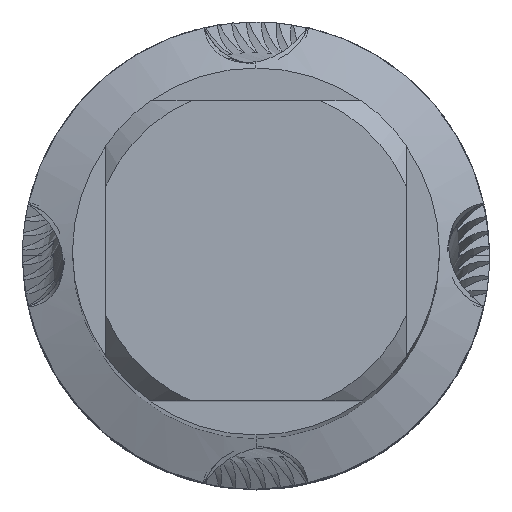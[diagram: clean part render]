
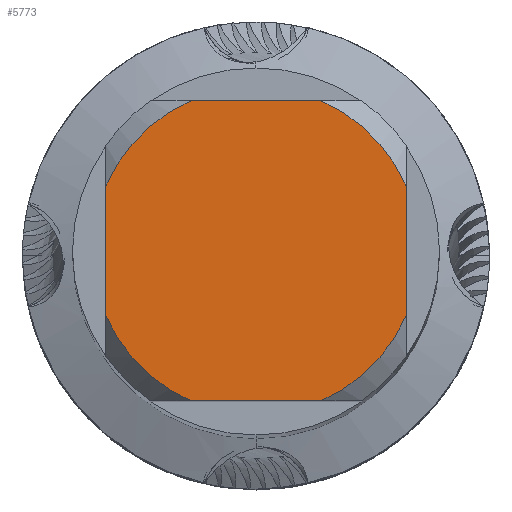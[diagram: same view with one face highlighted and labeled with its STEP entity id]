
A CAD part, top view. The second image highlights one B-rep face of the part: STEP entity #5773.
In plain terms, the highlighted planar face has unit normal (0, 0, 1).
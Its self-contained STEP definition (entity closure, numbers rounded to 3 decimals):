
#2721=EDGE_CURVE('',#4775,#4855,#7563,.T.);
#3109=VERTEX_POINT('',#7992);
#3155=EDGE_CURVE('',#3181,#5373,#8042,.T.);
#3181=VERTEX_POINT('',#8070);
#3395=EDGE_CURVE('',#4093,#4855,#8304,.T.);
#3943=EDGE_CURVE('',#4775,#5373,#8896,.T.);
#4093=VERTEX_POINT('',#9062);
#4395=EDGE_CURVE('',#4093,#6325,#9390,.T.);
#4605=VERTEX_POINT('',#9616);
#4775=VERTEX_POINT('',#9799);
#4855=VERTEX_POINT('',#9890);
#5373=VERTEX_POINT('',#10458);
#5773=ADVANCED_FACE('',(#10890),#10891,.T.);
#5903=EDGE_CURVE('',#3109,#4605,#11036,.T.);
#6017=EDGE_CURVE('',#3181,#4605,#11157,.T.);
#6325=VERTEX_POINT('',#11495);
#7059=EDGE_CURVE('',#3109,#6325,#12288,.T.);
#7563=CIRCLE('',#13479,4.9);
#7992=CARTESIAN_POINT('',(-1.939,-4.5,0.0));
#8042=CIRCLE('',#14599,4.9);
#8070=CARTESIAN_POINT('',(-4.5,1.939,0.0));
#8304=LINE('',#15230,#15231);
#8896=LINE('',#17081,#17082);
#9062=CARTESIAN_POINT('',(4.5,-1.939,0.0));
#9390=CIRCLE('',#18592,4.9);
#9616=CARTESIAN_POINT('',(-4.5,-1.939,0.0));
#9799=CARTESIAN_POINT('',(1.939,4.5,0.0));
#9890=CARTESIAN_POINT('',(4.5,1.939,0.0));
#10458=CARTESIAN_POINT('',(-1.939,4.5,0.0));
#10890=FACE_OUTER_BOUND('',#22497,.T.);
#10891=PLANE('',#22498);
#11036=CIRCLE('',#22833,4.9);
#11157=LINE('',#23121,#23122);
#11495=CARTESIAN_POINT('',(1.939,-4.5,0.0));
#12288=LINE('',#25720,#25721);
#13479=AXIS2_PLACEMENT_3D('',#26490,#26491,#26492);
#14599=AXIS2_PLACEMENT_3D('',#26969,#26970,#26971);
#15230=CARTESIAN_POINT('',(4.5,1.225,0.0));
#15231=VECTOR('',#27279,1.0);
#17081=CARTESIAN_POINT('',(0.0,4.5,0.0));
#17082=VECTOR('',#28072,1.0);
#18592=AXIS2_PLACEMENT_3D('',#28712,#28713,#28714);
#22497=EDGE_LOOP('',(#30313,#30314,#30315,#30316,#30317,#30318,#30319,#30320));
#22498=AXIS2_PLACEMENT_3D('',#30321,#30322,#30323);
#22833=AXIS2_PLACEMENT_3D('',#30480,#30481,#30482);
#23121=CARTESIAN_POINT('',(-4.5,1.225,0.0));
#23122=VECTOR('',#30583,1.0);
#25720=CARTESIAN_POINT('',(0.0,-4.5,0.0));
#25721=VECTOR('',#31727,1.0);
#26490=CARTESIAN_POINT('',(0.0,0.0,0.0));
#26491=DIRECTION('',(0.0,0.0,-1.0));
#26492=DIRECTION('',(0.0,1.0,0.0));
#26969=CARTESIAN_POINT('',(0.0,0.0,0.0));
#26970=DIRECTION('',(0.0,0.0,-1.0));
#26971=DIRECTION('',(0.0,1.0,0.0));
#27279=DIRECTION('',(-0.0,1.0,0.0));
#28072=DIRECTION('',(-1.0,0.0,0.0));
#28712=CARTESIAN_POINT('',(0.0,0.0,0.0));
#28713=DIRECTION('',(0.0,0.0,-1.0));
#28714=DIRECTION('',(0.0,1.0,0.0));
#30313=ORIENTED_EDGE('',*,*,#6017,.T.);
#30314=ORIENTED_EDGE('',*,*,#5903,.F.);
#30315=ORIENTED_EDGE('',*,*,#7059,.T.);
#30316=ORIENTED_EDGE('',*,*,#4395,.F.);
#30317=ORIENTED_EDGE('',*,*,#3395,.T.);
#30318=ORIENTED_EDGE('',*,*,#2721,.F.);
#30319=ORIENTED_EDGE('',*,*,#3943,.T.);
#30320=ORIENTED_EDGE('',*,*,#3155,.F.);
#30321=CARTESIAN_POINT('',(0.0,2.45,0.0));
#30322=DIRECTION('',(-0.0,0.0,1.0));
#30323=DIRECTION('',(0.0,-1.0,0.0));
#30480=CARTESIAN_POINT('',(0.0,0.0,0.0));
#30481=DIRECTION('',(0.0,0.0,-1.0));
#30482=DIRECTION('',(0.0,1.0,0.0));
#30583=DIRECTION('',(-0.0,-1.0,0.0));
#31727=DIRECTION('',(1.0,0.0,0.0));
